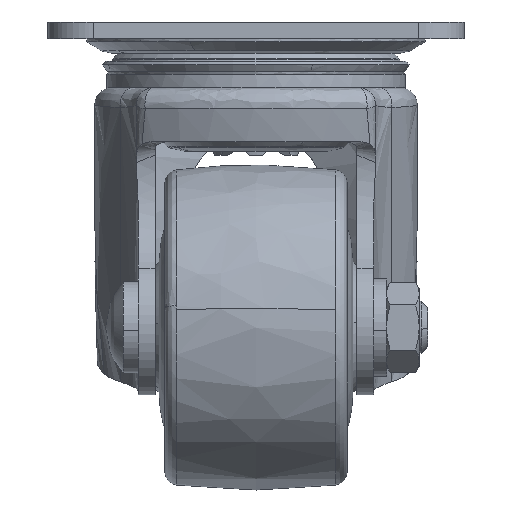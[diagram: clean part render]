
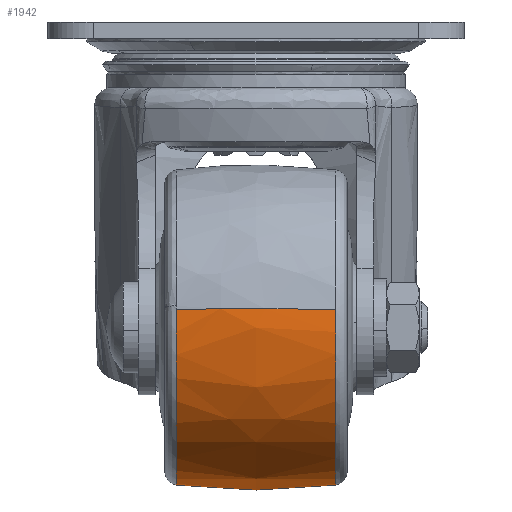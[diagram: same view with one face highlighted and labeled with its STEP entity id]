
A CAD part, left-side view. The second image highlights one B-rep face of the part: STEP entity #1942.
In plain terms, the highlighted free-form (B-spline) face has degree [2, 2] with [3, 9] control points.
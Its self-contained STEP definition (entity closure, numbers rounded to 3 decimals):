
#1449=CARTESIAN_POINT('',(7.437,-12.245,-23.921));
#1450=VERTEX_POINT('',#1449);
#1451=CARTESIAN_POINT('',(0.0,-12.245,-22.753));
#1452=VERTEX_POINT('',#1451);
#1453=CARTESIAN_POINT('',(7.437,-12.245,-23.921));
#1454=CARTESIAN_POINT('',(3.81,-12.245,-22.753));
#1455=CARTESIAN_POINT('',(0.0,-12.245,-22.753));
#1463=(BOUNDED_CURVE()B_SPLINE_CURVE(2,(#1453,#1454,#1455),.UNSPECIFIED.,.F.,.U.)B_SPLINE_CURVE_WITH_KNOTS((3,3),(0.448,0.5),.UNSPECIFIED.)CURVE()GEOMETRIC_REPRESENTATION_ITEM()RATIONAL_B_SPLINE_CURVE((0.903,0.939,1.0))REPRESENTATION_ITEM(''));
#1464=EDGE_CURVE('',#1450,#1452,#1463,.T.);
#1466=CARTESIAN_POINT('',(-24.085,-12.245,-44.2));
#1467=VERTEX_POINT('',#1466);
#1481=CARTESIAN_POINT('',(0.0,-12.245,-71.247));
#1482=VERTEX_POINT('',#1481);
#1483=CARTESIAN_POINT('',(-24.085,-12.245,-44.2));
#1484=CARTESIAN_POINT('',(-24.247,-12.245,-45.595));
#1485=CARTESIAN_POINT('',(-24.247,-12.245,-47.));
#1486=CARTESIAN_POINT('',(-24.247,-12.245,-71.247));
#1487=CARTESIAN_POINT('',(0.0,-12.245,-71.247));
#1495=(BOUNDED_CURVE()B_SPLINE_CURVE(2,(#1483,#1484,#1485,#1486,#1487),.UNSPECIFIED.,.F.,.U.)B_SPLINE_CURVE_WITH_KNOTS((3,2,3),(0.73,0.75,1.0),.UNSPECIFIED.)CURVE()GEOMETRIC_REPRESENTATION_ITEM()RATIONAL_B_SPLINE_CURVE((0.957,0.977,1.0,0.707,1.0))REPRESENTATION_ITEM(''));
#1496=EDGE_CURVE('',#1467,#1482,#1495,.T.);
#1498=CARTESIAN_POINT('',(24.093,-12.245,-44.264));
#1499=VERTEX_POINT('',#1498);
#1500=CARTESIAN_POINT('',(0.0,-12.245,-71.247));
#1501=CARTESIAN_POINT('',(24.247,-12.245,-71.247));
#1502=CARTESIAN_POINT('',(24.247,-12.245,-47.));
#1503=CARTESIAN_POINT('',(24.247,-12.245,-45.627));
#1504=CARTESIAN_POINT('',(24.093,-12.245,-44.264));
#1512=(BOUNDED_CURVE()B_SPLINE_CURVE(2,(#1500,#1501,#1502,#1503,#1504),.UNSPECIFIED.,.F.,.U.)B_SPLINE_CURVE_WITH_KNOTS((3,2,3),(0.0,0.25,0.27),.UNSPECIFIED.)CURVE()GEOMETRIC_REPRESENTATION_ITEM()RATIONAL_B_SPLINE_CURVE((1.0,0.707,1.0,0.977,0.958))REPRESENTATION_ITEM(''));
#1513=EDGE_CURVE('',#1482,#1499,#1512,.T.);
#1612=CARTESIAN_POINT('',(24.093,-12.245,-44.264));
#1613=CARTESIAN_POINT('',(22.327,-12.245,-28.72));
#1614=CARTESIAN_POINT('',(7.437,-12.245,-23.921));
#1622=(BOUNDED_CURVE()B_SPLINE_CURVE(2,(#1612,#1613,#1614),.UNSPECIFIED.,.F.,.U.)B_SPLINE_CURVE_WITH_KNOTS((3,3),(0.27,0.448),.UNSPECIFIED.)CURVE()GEOMETRIC_REPRESENTATION_ITEM()RATIONAL_B_SPLINE_CURVE((0.958,0.782,0.903))REPRESENTATION_ITEM(''));
#1623=EDGE_CURVE('',#1499,#1450,#1622,.T.);
#1666=CARTESIAN_POINT('',(24.241,12.245,-47.546));
#1667=VERTEX_POINT('',#1666);
#1668=CARTESIAN_POINT('',(0.0,12.245,-22.753));
#1669=VERTEX_POINT('',#1668);
#1670=CARTESIAN_POINT('',(24.241,12.245,-47.546));
#1671=CARTESIAN_POINT('',(24.247,12.245,-47.273));
#1672=CARTESIAN_POINT('',(24.247,12.245,-47.));
#1673=CARTESIAN_POINT('',(24.247,12.245,-22.753));
#1674=CARTESIAN_POINT('',(0.0,12.245,-22.753));
#1682=(BOUNDED_CURVE()B_SPLINE_CURVE(2,(#1670,#1671,#1672,#1673,#1674),.UNSPECIFIED.,.F.,.U.)B_SPLINE_CURVE_WITH_KNOTS((3,2,3),(0.246,0.25,0.5),.UNSPECIFIED.)CURVE()GEOMETRIC_REPRESENTATION_ITEM()RATIONAL_B_SPLINE_CURVE((0.991,0.995,1.0,0.707,1.0))REPRESENTATION_ITEM(''));
#1683=EDGE_CURVE('',#1667,#1669,#1682,.T.);
#1792=CARTESIAN_POINT('',(0.0,12.245,-71.247));
#1793=VERTEX_POINT('',#1792);
#1794=CARTESIAN_POINT('',(0.0,12.245,-71.247));
#1795=CARTESIAN_POINT('',(23.708,12.245,-71.247));
#1796=CARTESIAN_POINT('',(24.241,12.245,-47.546));
#1804=(BOUNDED_CURVE()B_SPLINE_CURVE(2,(#1794,#1795,#1796),.UNSPECIFIED.,.F.,.U.)B_SPLINE_CURVE_WITH_KNOTS((3,3),(0.0,0.246),.UNSPECIFIED.)CURVE()GEOMETRIC_REPRESENTATION_ITEM()RATIONAL_B_SPLINE_CURVE((1.0,0.712,0.991))REPRESENTATION_ITEM(''));
#1805=EDGE_CURVE('',#1793,#1667,#1804,.T.);
#1807=CARTESIAN_POINT('',(-24.085,12.245,-44.2));
#1808=VERTEX_POINT('',#1807);
#1809=CARTESIAN_POINT('',(-24.085,12.245,-44.2));
#1810=CARTESIAN_POINT('',(-24.247,12.245,-45.595));
#1811=CARTESIAN_POINT('',(-24.247,12.245,-47.));
#1812=CARTESIAN_POINT('',(-24.247,12.245,-71.247));
#1813=CARTESIAN_POINT('',(0.0,12.245,-71.247));
#1821=(BOUNDED_CURVE()B_SPLINE_CURVE(2,(#1809,#1810,#1811,#1812,#1813),.UNSPECIFIED.,.F.,.U.)B_SPLINE_CURVE_WITH_KNOTS((3,2,3),(0.73,0.75,1.0),.UNSPECIFIED.)CURVE()GEOMETRIC_REPRESENTATION_ITEM()RATIONAL_B_SPLINE_CURVE((0.957,0.977,1.0,0.707,1.0))REPRESENTATION_ITEM(''));
#1822=EDGE_CURVE('',#1808,#1793,#1821,.T.);
#1872=CARTESIAN_POINT('',(-23.929,-13.458,-44.218));
#1873=CARTESIAN_POINT('',(-25.745,0.,-44.007));
#1874=CARTESIAN_POINT('',(-23.929,13.458,-44.218));
#1875=CARTESIAN_POINT('',(-24.09,-13.458,-45.605));
#1876=CARTESIAN_POINT('',(-25.918,0.,-45.499));
#1877=CARTESIAN_POINT('',(-24.09,13.458,-45.605));
#1878=CARTESIAN_POINT('',(-24.09,-13.458,-47.));
#1879=CARTESIAN_POINT('',(-25.918,0.,-47.));
#1880=CARTESIAN_POINT('',(-24.09,13.458,-47.));
#1881=CARTESIAN_POINT('',(-24.09,-13.458,-71.09));
#1882=CARTESIAN_POINT('',(-25.918,0.,-72.918));
#1883=CARTESIAN_POINT('',(-24.09,13.458,-71.09));
#1884=CARTESIAN_POINT('',(0.0,-13.458,-71.09));
#1885=CARTESIAN_POINT('',(0.0,0.,-72.918));
#1886=CARTESIAN_POINT('',(0.0,13.458,-71.09));
#1887=CARTESIAN_POINT('',(24.09,-13.458,-71.09));
#1888=CARTESIAN_POINT('',(25.918,0.,-72.918));
#1889=CARTESIAN_POINT('',(24.09,13.458,-71.09));
#1890=CARTESIAN_POINT('',(24.09,-13.458,-47.));
#1891=CARTESIAN_POINT('',(25.918,0.,-47.));
#1892=CARTESIAN_POINT('',(24.09,13.458,-47.));
#1893=CARTESIAN_POINT('',(24.09,-13.458,-22.91));
#1894=CARTESIAN_POINT('',(25.918,0.,-21.082));
#1895=CARTESIAN_POINT('',(24.09,13.458,-22.91));
#1896=CARTESIAN_POINT('',(0.0,-13.458,-22.91));
#1897=CARTESIAN_POINT('',(0.0,0.,-21.082));
#1898=CARTESIAN_POINT('',(0.0,13.458,-22.91));
#1906=(BOUNDED_SURFACE()B_SPLINE_SURFACE(2,2,((#1872,#1875,#1878,#1881,#1884,#1887,#1890,#1893,#1896),(#1873,#1876,#1879,#1882,#1885,#1888,#1891,#1894,#1897),(#1874,#1877,#1880,#1883,#1886,#1889,#1892,#1895,#1898)),.UNSPECIFIED.,.F.,.F.,.U.)B_SPLINE_SURFACE_WITH_KNOTS((3,3),(3,2,2,2,3),(0.0,27.038),(0.0,3.314,44.735,86.156,127.578),.UNSPECIFIED.)GEOMETRIC_REPRESENTATION_ITEM()RATIONAL_B_SPLINE_SURFACE(((0.841,0.858,0.879,0.622,0.879,0.622,0.879,0.622,0.879),(0.833,0.851,0.871,0.616,0.871,0.616,0.871,0.616,0.871),(0.841,0.858,0.879,0.622,0.879,0.622,0.879,0.622,0.879)))REPRESENTATION_ITEM('')SURFACE());
#1907=ORIENTED_EDGE('',*,*,#1496,.F.);
#1908=CARTESIAN_POINT('',(-24.085,-12.245,-44.2));
#1909=CARTESIAN_POINT('',(-25.586,0.,-44.026));
#1910=CARTESIAN_POINT('',(-24.085,12.245,-44.2));
#1918=(BOUNDED_CURVE()B_SPLINE_CURVE(2,(#1908,#1909,#1910),.UNSPECIFIED.,.F.,.U.)B_SPLINE_CURVE_WITH_KNOTS((3,3),(0.419,0.581),.UNSPECIFIED.)CURVE()GEOMETRIC_REPRESENTATION_ITEM()RATIONAL_B_SPLINE_CURVE((0.84,0.834,0.84))REPRESENTATION_ITEM(''));
#1919=EDGE_CURVE('',#1467,#1808,#1918,.T.);
#1920=ORIENTED_EDGE('',*,*,#1919,.T.);
#1921=ORIENTED_EDGE('',*,*,#1822,.T.);
#1922=ORIENTED_EDGE('',*,*,#1805,.T.);
#1923=ORIENTED_EDGE('',*,*,#1683,.T.);
#1924=CARTESIAN_POINT('',(0.0,-12.245,-22.753));
#1925=CARTESIAN_POINT('',(0.0,0.,-21.242));
#1926=CARTESIAN_POINT('',(0.0,12.245,-22.753));
#1934=(BOUNDED_CURVE()B_SPLINE_CURVE(2,(#1924,#1925,#1926),.UNSPECIFIED.,.F.,.U.)B_SPLINE_CURVE_WITH_KNOTS((3,3),(0.419,0.581),.UNSPECIFIED.)CURVE()GEOMETRIC_REPRESENTATION_ITEM()RATIONAL_B_SPLINE_CURVE((0.878,0.872,0.878))REPRESENTATION_ITEM(''));
#1935=EDGE_CURVE('',#1452,#1669,#1934,.T.);
#1936=ORIENTED_EDGE('',*,*,#1935,.F.);
#1937=ORIENTED_EDGE('',*,*,#1464,.F.);
#1938=ORIENTED_EDGE('',*,*,#1623,.F.);
#1939=ORIENTED_EDGE('',*,*,#1513,.F.);
#1940=EDGE_LOOP('',(#1907,#1920,#1921,#1922,#1923,#1936,#1937,#1938,#1939));
#1941=FACE_OUTER_BOUND('',#1940,.T.);
#1942=ADVANCED_FACE('',(#1941),#1906,.T.);
